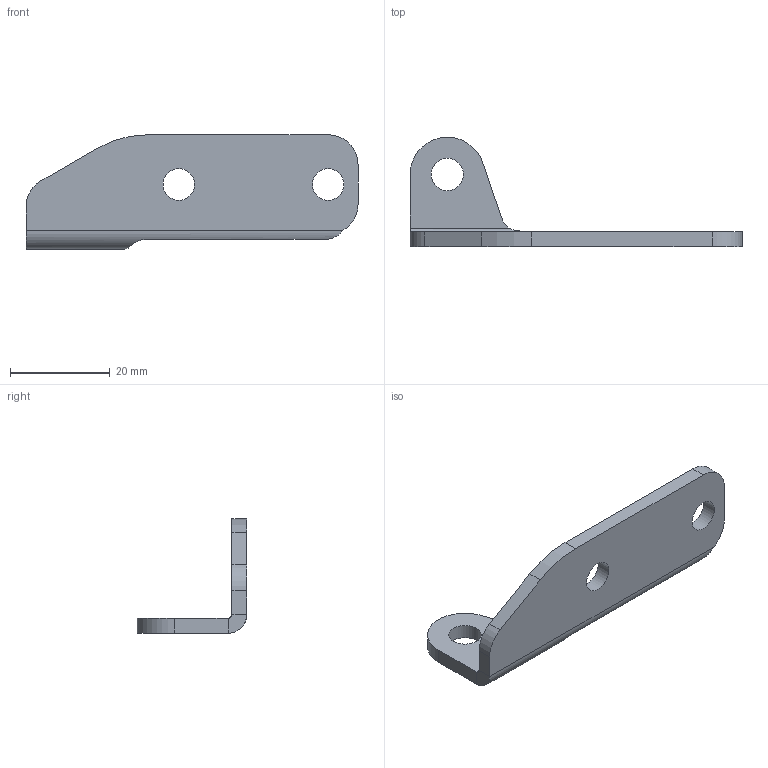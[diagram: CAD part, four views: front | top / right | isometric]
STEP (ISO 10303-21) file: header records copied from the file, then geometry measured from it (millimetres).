
FILE_DESCRIPTION((' '),'2;1');
FILE_NAME( '10 40 372 (Upper Strut Bracket).stp', '2025-03-20T16:31:25', (' '), ('--- ---'), ' V2025.1 Dec 16 2024', ' 2025 (c)', ' ');
FILE_SCHEMA(('AP242_MANAGED_MODEL_BASED_3D_ENGINEERING_MIM_LF { 1 0 10303 442 1 1 4 }'));
Length unit declared in the file: millimetre
Products named in the file (1): 10 40 372 (Upper Strut Bracket)
Bounding box: 66.7 x 22 x 23 mm (x, y, z)
Volume: 4381.4 mm3; surface area: 3670.5 mm2
Topology: 1 solids, 1 shells, 25 faces, 61 edges, 38 vertices
Faces by surface type: plane 12, cylinder 11, bspline 2
Full cylindrical faces by diameter (mm): 6.35 x2, 6.5 x1
Entity records: 954 total; most frequent: CARTESIAN_POINT 326, DIRECTION 128, ORIENTED_EDGE 116, EDGE_CURVE 58, AXIS2_PLACEMENT_3D 47, VERTEX_POINT 38, VECTOR 34, LINE 34
